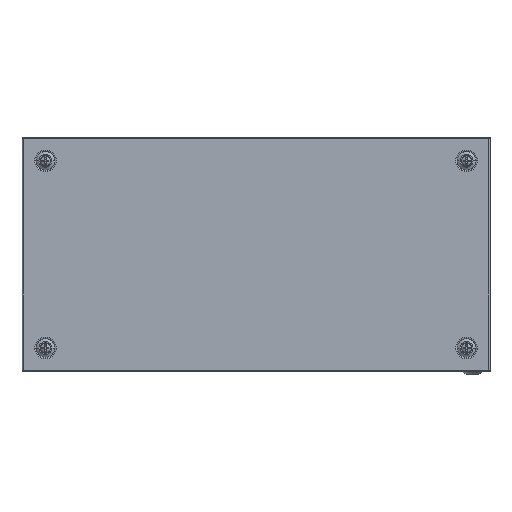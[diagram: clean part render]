
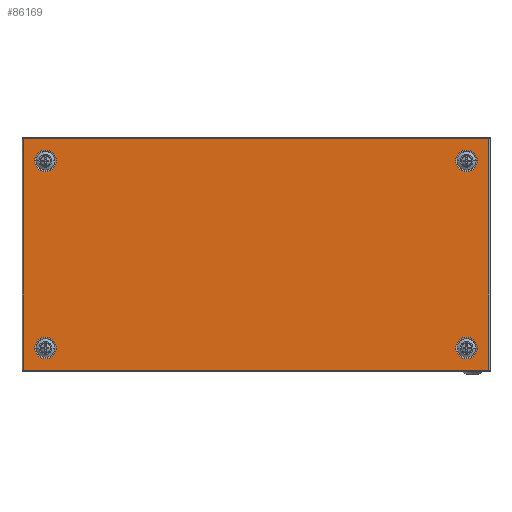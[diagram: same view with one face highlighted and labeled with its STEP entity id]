
A CAD part, top view. The second image highlights one B-rep face of the part: STEP entity #86169.
In plain terms, the highlighted face is planar.
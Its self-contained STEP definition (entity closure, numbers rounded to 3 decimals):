
#16239 = VERTEX_POINT ( 'NONE', #89376 ) ;
#16240 = VERTEX_POINT ( 'NONE', #75207 ) ;
#22024 = EDGE_CURVE ( 'NONE', #73451, #23358, #93535, .T. ) ;
#22050 = EDGE_CURVE ( 'NONE', #23384, #23388, #93628, .T. ) ;
#22076 = EDGE_CURVE ( 'NONE', #23404, #23408, #93728, .T. ) ;
#22102 = EDGE_CURVE ( 'NONE', #23423, #23426, #93834, .T. ) ;
#22118 = EDGE_CURVE ( 'NONE', #23388, #23384, #93890, .T. ) ;
#22119 = EDGE_CURVE ( 'NONE', #23426, #23423, #93903, .T. ) ;
#22120 = EDGE_CURVE ( 'NONE', #23427, #23417, #96189, .T. ) ;
#22121 = EDGE_CURVE ( 'NONE', #23417, #16239, #96194, .T. ) ;
#22122 = EDGE_CURVE ( 'NONE', #16239, #16240, #96201, .T. ) ;
#22123 = EDGE_CURVE ( 'NONE', #16240, #23427, #96204, .T. ) ;
#22124 = EDGE_CURVE ( 'NONE', #23408, #23404, #93918, .T. ) ;
#22125 = EDGE_CURVE ( 'NONE', #23358, #73451, #93921, .T. ) ;
#23358 = VERTEX_POINT ( 'NONE', #24629 ) ;
#23384 = VERTEX_POINT ( 'NONE', #24649 ) ;
#23388 = VERTEX_POINT ( 'NONE', #24653 ) ;
#23404 = VERTEX_POINT ( 'NONE', #24669 ) ;
#23408 = VERTEX_POINT ( 'NONE', #36426 ) ;
#23417 = VERTEX_POINT ( 'NONE', #36435 ) ;
#23423 = VERTEX_POINT ( 'NONE', #36441 ) ;
#23426 = VERTEX_POINT ( 'NONE', #36444 ) ;
#23427 = VERTEX_POINT ( 'NONE', #36445 ) ;
#24629 = CARTESIAN_POINT ( 'NONE',  ( -70.792, -180., 0. ) ) ;
#24649 = CARTESIAN_POINT ( 'NONE',  ( 70.792, -180., 0. ) ) ;
#24653 = CARTESIAN_POINT ( 'NONE',  ( 89.208, -180., 0. ) ) ;
#24669 = CARTESIAN_POINT ( 'NONE',  ( -70.792, 180., 0. ) ) ;
#30684 = AXIS2_PLACEMENT_3D ( 'NONE', #33929, #33933, #33934 ) ;
#33923 = PLANE ( 'NONE',  #30684 ) ;
#33924 = FACE_BOUND ( 'NONE', #46414, .T. ) ;
#33926 = FACE_BOUND ( 'NONE', #46442, .T. ) ;
#33928 = FACE_BOUND ( 'NONE', #46428, .T. ) ;
#33929 = CARTESIAN_POINT ( 'NONE',  ( -99., -199., 0. ) ) ;
#33930 = FACE_OUTER_BOUND ( 'NONE', #46436, .T. ) ;
#33932 = FACE_BOUND ( 'NONE', #46440, .T. ) ;
#33933 = DIRECTION ( 'NONE',  ( 0., 0., 1. ) ) ;
#33934 = DIRECTION ( 'NONE',  ( 1., 0., 0. ) ) ;
#36426 = CARTESIAN_POINT ( 'NONE',  ( -89.208, 180., 0. ) ) ;
#36435 = CARTESIAN_POINT ( 'NONE',  ( 98.9, -198.9, 0. ) ) ;
#36441 = CARTESIAN_POINT ( 'NONE',  ( 89.208, 180., 0. ) ) ;
#36444 = CARTESIAN_POINT ( 'NONE',  ( 70.792, 180., 0. ) ) ;
#36445 = CARTESIAN_POINT ( 'NONE',  ( 98.9, 198.9, 0. ) ) ;
#45861 = ORIENTED_EDGE ( 'NONE', *, *, #22118, .F. ) ;
#45862 = ORIENTED_EDGE ( 'NONE', *, *, #22050, .F. ) ;
#45863 = ORIENTED_EDGE ( 'NONE', *, *, #22102, .T. ) ;
#45864 = ORIENTED_EDGE ( 'NONE', *, *, #22119, .T. ) ;
#45865 = ORIENTED_EDGE ( 'NONE', *, *, #22120, .T. ) ;
#45866 = ORIENTED_EDGE ( 'NONE', *, *, #22121, .T. ) ;
#45867 = ORIENTED_EDGE ( 'NONE', *, *, #22122, .T. ) ;
#45868 = ORIENTED_EDGE ( 'NONE', *, *, #22123, .T. ) ;
#45869 = ORIENTED_EDGE ( 'NONE', *, *, #22124, .F. ) ;
#45870 = ORIENTED_EDGE ( 'NONE', *, *, #22076, .F. ) ;
#45871 = ORIENTED_EDGE ( 'NONE', *, *, #22024, .T. ) ;
#45872 = ORIENTED_EDGE ( 'NONE', *, *, #22125, .T. ) ;
#46414 = EDGE_LOOP ( 'NONE', ( #45861, #45862 ) ) ;
#46428 = EDGE_LOOP ( 'NONE', ( #45863, #45864 ) ) ;
#46436 = EDGE_LOOP ( 'NONE', ( #45865, #45866, #45867, #45868 ) ) ;
#46440 = EDGE_LOOP ( 'NONE', ( #45869, #45870 ) ) ;
#46442 = EDGE_LOOP ( 'NONE', ( #45871, #45872 ) ) ;
#70666 = CARTESIAN_POINT ( 'NONE',  ( -89.208, -180., 0. ) ) ;
#73451 = VERTEX_POINT ( 'NONE', #70666 ) ;
#75207 = CARTESIAN_POINT ( 'NONE',  ( -98.9, 198.9, 0. ) ) ;
#86169 = ADVANCED_FACE ( 'NONE', ( #33924, #33928, #33930, #33932, #33926 ), #33923, .F. ) ;
#89376 = CARTESIAN_POINT ( 'NONE',  ( -98.9, -198.9, 0. ) ) ;
#93535 = CIRCLE ( 'NONE', #93541, 9.208 ) ;
#93541 = AXIS2_PLACEMENT_3D ( 'NONE', #95907, #95908, #95909 ) ;
#93628 = CIRCLE ( 'NONE', #93641, 9.208 ) ;
#93641 = AXIS2_PLACEMENT_3D ( 'NONE', #95985, #95986, #95987 ) ;
#93728 = CIRCLE ( 'NONE', #93741, 9.208 ) ;
#93741 = AXIS2_PLACEMENT_3D ( 'NONE', #96063, #96064, #96065 ) ;
#93834 = CIRCLE ( 'NONE', #93840, 9.208 ) ;
#93840 = AXIS2_PLACEMENT_3D ( 'NONE', #96141, #96142, #96143 ) ;
#93890 = CIRCLE ( 'NONE', #93905, 9.208 ) ;
#93899 = VECTOR ( 'NONE', #96200, 1000. ) ;
#93903 = CIRCLE ( 'NONE', #93910, 9.208 ) ;
#93905 = AXIS2_PLACEMENT_3D ( 'NONE', #96191, #96192, #96193 ) ;
#93908 = VECTOR ( 'NONE', #96198, 1000. ) ;
#93910 = AXIS2_PLACEMENT_3D ( 'NONE', #96195, #96196, #96197 ) ;
#93914 = VECTOR ( 'NONE', #96203, 1000. ) ;
#93916 = VECTOR ( 'NONE', #96206, 1000. ) ;
#93918 = CIRCLE ( 'NONE', #93923, 9.208 ) ;
#93921 = CIRCLE ( 'NONE', #93927, 9.208 ) ;
#93923 = AXIS2_PLACEMENT_3D ( 'NONE', #96207, #96208, #96209 ) ;
#93927 = AXIS2_PLACEMENT_3D ( 'NONE', #96210, #96211, #96212 ) ;
#95907 = CARTESIAN_POINT ( 'NONE',  ( -80., -180., 0. ) ) ;
#95908 = DIRECTION ( 'NONE',  ( 0., 0., 1. ) ) ;
#95909 = DIRECTION ( 'NONE',  ( -1., 0., 0. ) ) ;
#95985 = CARTESIAN_POINT ( 'NONE',  ( 80., -180., 0. ) ) ;
#95986 = DIRECTION ( 'NONE',  ( 0., 0., -1. ) ) ;
#95987 = DIRECTION ( 'NONE',  ( 1., 0., 0. ) ) ;
#96063 = CARTESIAN_POINT ( 'NONE',  ( -80., 180., 0. ) ) ;
#96064 = DIRECTION ( 'NONE',  ( 0., 0., -1. ) ) ;
#96065 = DIRECTION ( 'NONE',  ( -1., 0., 0. ) ) ;
#96141 = CARTESIAN_POINT ( 'NONE',  ( 80., 180., 0. ) ) ;
#96142 = DIRECTION ( 'NONE',  ( 0., 0., 1. ) ) ;
#96143 = DIRECTION ( 'NONE',  ( 1., 0., 0. ) ) ;
#96189 = LINE ( 'NONE', #96190, #93908 ) ;
#96190 = CARTESIAN_POINT ( 'NONE',  ( 98.9, 198.9, 0. ) ) ;
#96191 = CARTESIAN_POINT ( 'NONE',  ( 80., -180., 0. ) ) ;
#96192 = DIRECTION ( 'NONE',  ( 0., 0., -1. ) ) ;
#96193 = DIRECTION ( 'NONE',  ( 1., 0., 0. ) ) ;
#96194 = LINE ( 'NONE', #96199, #93899 ) ;
#96195 = CARTESIAN_POINT ( 'NONE',  ( 80., 180., 0. ) ) ;
#96196 = DIRECTION ( 'NONE',  ( 0., 0., 1. ) ) ;
#96197 = DIRECTION ( 'NONE',  ( 1., 0., 0. ) ) ;
#96198 = DIRECTION ( 'NONE',  ( 0., -1., 0. ) ) ;
#96199 = CARTESIAN_POINT ( 'NONE',  ( 99., -198.9, 0. ) ) ;
#96200 = DIRECTION ( 'NONE',  ( -1., 0., 0. ) ) ;
#96201 = LINE ( 'NONE', #96202, #93914 ) ;
#96202 = CARTESIAN_POINT ( 'NONE',  ( -98.9, -198.9, 0. ) ) ;
#96203 = DIRECTION ( 'NONE',  ( 0., 1., 0. ) ) ;
#96204 = LINE ( 'NONE', #96205, #93916 ) ;
#96205 = CARTESIAN_POINT ( 'NONE',  ( -99., 198.9, 0. ) ) ;
#96206 = DIRECTION ( 'NONE',  ( 1., 0., 0. ) ) ;
#96207 = CARTESIAN_POINT ( 'NONE',  ( -80., 180., 0. ) ) ;
#96208 = DIRECTION ( 'NONE',  ( 0., 0., -1. ) ) ;
#96209 = DIRECTION ( 'NONE',  ( -1., 0., 0. ) ) ;
#96210 = CARTESIAN_POINT ( 'NONE',  ( -80., -180., 0. ) ) ;
#96211 = DIRECTION ( 'NONE',  ( 0., 0., 1. ) ) ;
#96212 = DIRECTION ( 'NONE',  ( -1., 0., 0. ) ) ;
